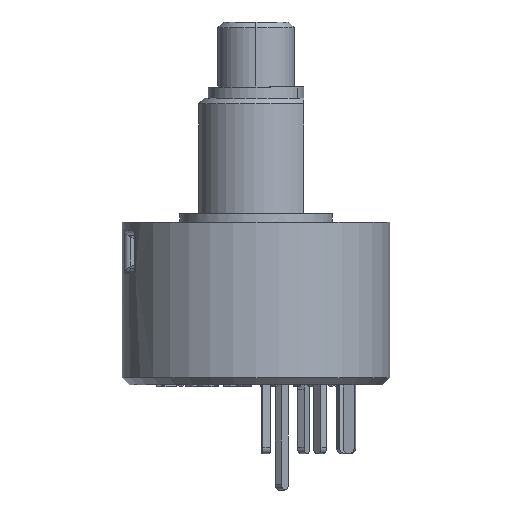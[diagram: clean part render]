
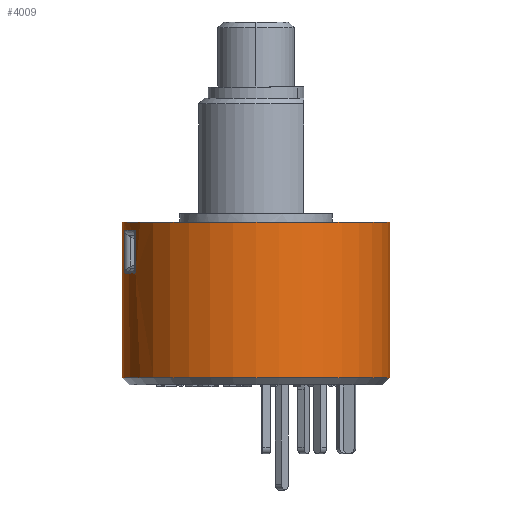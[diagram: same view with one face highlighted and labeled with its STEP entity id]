
A CAD part, left-side view. The second image highlights one B-rep face of the part: STEP entity #4009.
In plain terms, the highlighted cylindrical face has radius 7 mm (diameter 14 mm), a partial arc.
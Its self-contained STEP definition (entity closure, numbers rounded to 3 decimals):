
#353 = VERTEX_POINT ( 'NONE', #10313 ) ;
#541 =( BOUNDED_CURVE ( )  B_SPLINE_CURVE ( 3, ( #7326, #12109, #4770, #7369 ),
 .UNSPECIFIED., .F., .F. ) 
 B_SPLINE_CURVE_WITH_KNOTS ( ( 4, 4 ),
 ( 0., 0.134 ),
 .UNSPECIFIED. ) 
 CURVE ( )  GEOMETRIC_REPRESENTATION_ITEM ( )  RATIONAL_B_SPLINE_CURVE ( ( 1., 0.998, 0.998, 1. ) ) 
 REPRESENTATION_ITEM ( '' )  );
#925 = CARTESIAN_POINT ( 'NONE',  ( -2.163, 6.657, -3.129 ) ) ;
#1392 = EDGE_CURVE ( 'NONE', #9101, #353, #13479, .T. ) ;
#1652 = EDGE_CURVE ( 'NONE', #353, #15126, #3645, .T. ) ;
#1696 = DIRECTION ( 'NONE',  ( 0., 0., 1. ) ) ;
#1751 = AXIS2_PLACEMENT_3D ( 'NONE', #11753, #14204, #10743 ) ;
#1764 = ORIENTED_EDGE ( 'NONE', *, *, #15400, .T. ) ;
#2203 = CIRCLE ( 'NONE', #1751, 7. ) ;
#2226 = LINE ( 'NONE', #13004, #8544 ) ;
#2437 = ORIENTED_EDGE ( 'NONE', *, *, #9974, .T. ) ;
#2547 = EDGE_CURVE ( 'NONE', #7631, #8403, #6321, .T. ) ;
#2790 = CARTESIAN_POINT ( 'NONE',  ( -3.036, 6.308, -3.094 ) ) ;
#3441 = CARTESIAN_POINT ( 'NONE',  ( -1.252, 6.887, -0.888 ) ) ;
#3595 = ORIENTED_EDGE ( 'NONE', *, *, #6199, .T. ) ;
#3645 =( BOUNDED_CURVE ( )  B_SPLINE_CURVE ( 3, ( #2790, #6176, #14533, #5184 ),
 .UNSPECIFIED., .F., .T. ) 
 B_SPLINE_CURVE_WITH_KNOTS ( ( 4, 4 ),
 ( 6.149, 6.283 ),
 .UNSPECIFIED. ) 
 CURVE ( )  GEOMETRIC_REPRESENTATION_ITEM ( )  RATIONAL_B_SPLINE_CURVE ( ( 1., 0.998, 0.998, 1. ) ) 
 REPRESENTATION_ITEM ( '' )  );
#3767 = DIRECTION ( 'NONE',  ( 0., 1., 0. ) ) ;
#3800 = CARTESIAN_POINT ( 'NONE',  ( -3.036, 6.308, -0.888 ) ) ;
#4009 = ADVANCED_FACE ( 'NONE', ( #7051, #4076 ), #9301, .T. ) ;
#4015 = CARTESIAN_POINT ( 'NONE',  ( -1.252, 6.887, -0.45 ) ) ;
#4076 = FACE_BOUND ( 'NONE', #8066, .T. ) ;
#4763 = ORIENTED_EDGE ( 'NONE', *, *, #1652, .T. ) ;
#4770 = CARTESIAN_POINT ( 'NONE',  ( -1.56, 6.831, -3.117 ) ) ;
#5184 = CARTESIAN_POINT ( 'NONE',  ( -2.163, 6.657, -3.129 ) ) ;
#5287 = VECTOR ( 'NONE', #5557, 1000. ) ;
#5451 = ORIENTED_EDGE ( 'NONE', *, *, #7911, .F. ) ;
#5458 = ORIENTED_EDGE ( 'NONE', *, *, #1392, .T. ) ;
#5557 = DIRECTION ( 'NONE',  ( 0., 0., -1. ) ) ;
#5772 = EDGE_LOOP ( 'NONE', ( #5451, #12132, #2437, #1764 ) ) ;
#6176 = CARTESIAN_POINT ( 'NONE',  ( -2.753, 6.444, -3.117 ) ) ;
#6199 = EDGE_CURVE ( 'NONE', #8403, #9101, #12448, .T. ) ;
#6321 = LINE ( 'NONE', #4015, #14743 ) ;
#6349 = CARTESIAN_POINT ( 'NONE',  ( 0., 7., -0.45 ) ) ;
#6637 = CIRCLE ( 'NONE', #11779, 7. ) ;
#7046 = VECTOR ( 'NONE', #11200, 1000. ) ;
#7051 = FACE_OUTER_BOUND ( 'NONE', #5772, .T. ) ;
#7326 = CARTESIAN_POINT ( 'NONE',  ( -2.163, 6.657, -3.129 ) ) ;
#7369 = CARTESIAN_POINT ( 'NONE',  ( -1.252, 6.887, -3.094 ) ) ;
#7433 = CARTESIAN_POINT ( 'NONE',  ( -1.252, 6.887, -0.888 ) ) ;
#7493 = CARTESIAN_POINT ( 'NONE',  ( -1.871, 6.775, -0.841 ) ) ;
#7631 = VERTEX_POINT ( 'NONE', #12884 ) ;
#7911 = EDGE_CURVE ( 'NONE', #10389, #13440, #10187, .T. ) ;
#8066 = EDGE_LOOP ( 'NONE', ( #4763, #13992, #11974, #3595, #5458 ) ) ;
#8403 = VERTEX_POINT ( 'NONE', #3441 ) ;
#8544 = VECTOR ( 'NONE', #10621, 1000. ) ;
#8953 = AXIS2_PLACEMENT_3D ( 'NONE', #9428, #10656, #3767 ) ;
#9101 = VERTEX_POINT ( 'NONE', #13236 ) ;
#9301 = CYLINDRICAL_SURFACE ( 'NONE', #8953, 7. ) ;
#9428 = CARTESIAN_POINT ( 'NONE',  ( 0., 0., -0.45 ) ) ;
#9778 = VERTEX_POINT ( 'NONE', #14023 ) ;
#9974 = EDGE_CURVE ( 'NONE', #15182, #9778, #2226, .T. ) ;
#10027 = CARTESIAN_POINT ( 'NONE',  ( 0., -7., -0.45 ) ) ;
#10111 = EDGE_CURVE ( 'NONE', #15126, #7631, #541, .T. ) ;
#10187 = LINE ( 'NONE', #10201, #7046 ) ;
#10201 = CARTESIAN_POINT ( 'NONE',  ( 0., -7., -0.45 ) ) ;
#10313 = CARTESIAN_POINT ( 'NONE',  ( -3.036, 6.308, -3.094 ) ) ;
#10389 = VERTEX_POINT ( 'NONE', #10027 ) ;
#10621 = DIRECTION ( 'NONE',  ( 0., 0., -1. ) ) ;
#10656 = DIRECTION ( 'NONE',  ( 0., 0., -1. ) ) ;
#10743 = DIRECTION ( 'NONE',  ( 0., -1., 0. ) ) ;
#10866 = EDGE_CURVE ( 'NONE', #15182, #10389, #2203, .T. ) ;
#11091 = CARTESIAN_POINT ( 'NONE',  ( -2.469, 6.58, -0.841 ) ) ;
#11200 = DIRECTION ( 'NONE',  ( 0., 0., -1. ) ) ;
#11227 = DIRECTION ( 'NONE',  ( 0., -1., 0. ) ) ;
#11491 = CARTESIAN_POINT ( 'NONE',  ( -3.036, 6.308, -0.45 ) ) ;
#11753 = CARTESIAN_POINT ( 'NONE',  ( 0., 0., -0.45 ) ) ;
#11779 = AXIS2_PLACEMENT_3D ( 'NONE', #12460, #1696, #11227 ) ;
#11974 = ORIENTED_EDGE ( 'NONE', *, *, #2547, .T. ) ;
#12109 = CARTESIAN_POINT ( 'NONE',  ( -1.865, 6.754, -3.129 ) ) ;
#12132 = ORIENTED_EDGE ( 'NONE', *, *, #10866, .F. ) ;
#12448 =( BOUNDED_CURVE ( )  B_SPLINE_CURVE ( 3, ( #7433, #7493, #11091, #3800 ),
 .UNSPECIFIED., .F., .T. ) 
 B_SPLINE_CURVE_WITH_KNOTS ( ( 4, 4 ),
 ( 3.007, 3.276 ),
 .UNSPECIFIED. ) 
 CURVE ( )  GEOMETRIC_REPRESENTATION_ITEM ( )  RATIONAL_B_SPLINE_CURVE ( ( 1., 0.994, 0.994, 1. ) ) 
 REPRESENTATION_ITEM ( '' )  );
#12460 = CARTESIAN_POINT ( 'NONE',  ( 0., 0., -8.574 ) ) ;
#12884 = CARTESIAN_POINT ( 'NONE',  ( -1.252, 6.887, -3.094 ) ) ;
#13004 = CARTESIAN_POINT ( 'NONE',  ( 0., 7., -0.45 ) ) ;
#13236 = CARTESIAN_POINT ( 'NONE',  ( -3.036, 6.308, -0.888 ) ) ;
#13440 = VERTEX_POINT ( 'NONE', #14477 ) ;
#13479 = LINE ( 'NONE', #11491, #5287 ) ;
#13992 = ORIENTED_EDGE ( 'NONE', *, *, #10111, .T. ) ;
#14023 = CARTESIAN_POINT ( 'NONE',  ( 0., 7., -8.574 ) ) ;
#14204 = DIRECTION ( 'NONE',  ( 0., 0., 1. ) ) ;
#14477 = CARTESIAN_POINT ( 'NONE',  ( 0., -7., -8.574 ) ) ;
#14533 = CARTESIAN_POINT ( 'NONE',  ( -2.462, 6.56, -3.129 ) ) ;
#14706 = DIRECTION ( 'NONE',  ( 0., 0., 1. ) ) ;
#14743 = VECTOR ( 'NONE', #14706, 1000. ) ;
#15126 = VERTEX_POINT ( 'NONE', #925 ) ;
#15182 = VERTEX_POINT ( 'NONE', #6349 ) ;
#15400 = EDGE_CURVE ( 'NONE', #9778, #13440, #6637, .T. ) ;
